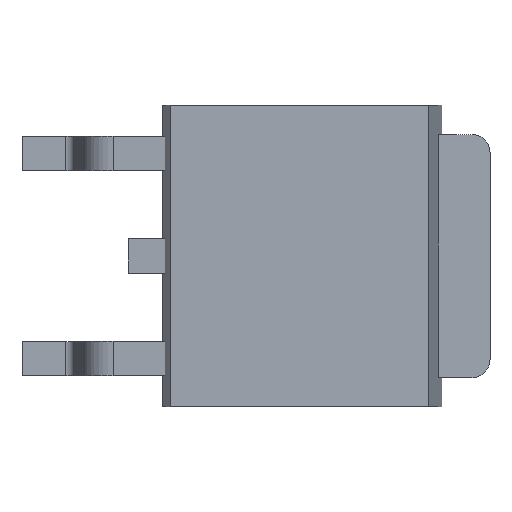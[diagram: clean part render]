
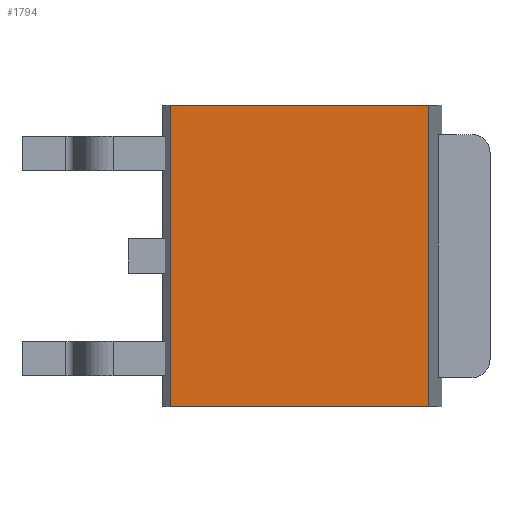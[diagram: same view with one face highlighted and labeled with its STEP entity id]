
A CAD part, top view. The second image highlights one B-rep face of the part: STEP entity #1794.
In plain terms, the highlighted planar face has unit normal (0, 0, 1).
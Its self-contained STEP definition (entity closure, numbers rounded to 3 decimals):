
#1731=CARTESIAN_POINT('',(-1.903,-3.35,2.4));
#1732=VERTEX_POINT('',#1731);
#1739=CARTESIAN_POINT('',(-1.903,3.35,2.4));
#1740=VERTEX_POINT('',#1739);
#1741=CARTESIAN_POINT('',(-1.903,3.35,2.4));
#1742=DIRECTION('',(0.0,-1.0,0.0));
#1743=VECTOR('',#1742,6.7);
#1744=LINE('',#1741,#1743);
#1745=EDGE_CURVE('',#1740,#1732,#1744,.T.);
#1764=CARTESIAN_POINT('',(-2.19,-3.68,2.4));
#1765=DIRECTION('',(0.0,0.0,1.0));
#1766=DIRECTION('',(1.0,0.0,0.0));
#1767=AXIS2_PLACEMENT_3D('',#1764,#1765,#1766);
#1768=PLANE('',#1767);
#1769=CARTESIAN_POINT('',(3.83,-3.35,2.4));
#1770=VERTEX_POINT('',#1769);
#1771=CARTESIAN_POINT('',(-1.903,-3.35,2.4));
#1772=DIRECTION('',(1.0,0.0,0.0));
#1773=VECTOR('',#1772,5.733);
#1774=LINE('',#1771,#1773);
#1775=EDGE_CURVE('',#1732,#1770,#1774,.T.);
#1776=ORIENTED_EDGE('',*,*,#1775,.T.);
#1777=CARTESIAN_POINT('',(3.83,3.35,2.4));
#1778=VERTEX_POINT('',#1777);
#1779=CARTESIAN_POINT('',(3.83,3.35,2.4));
#1780=DIRECTION('',(0.0,-1.0,0.0));
#1781=VECTOR('',#1780,6.7);
#1782=LINE('',#1779,#1781);
#1783=EDGE_CURVE('',#1778,#1770,#1782,.T.);
#1784=ORIENTED_EDGE('',*,*,#1783,.F.);
#1785=CARTESIAN_POINT('',(-1.903,3.35,2.4));
#1786=DIRECTION('',(1.0,0.0,0.0));
#1787=VECTOR('',#1786,5.733);
#1788=LINE('',#1785,#1787);
#1789=EDGE_CURVE('',#1778,#1740,#1788,.F.);
#1790=ORIENTED_EDGE('',*,*,#1789,.T.);
#1791=ORIENTED_EDGE('',*,*,#1745,.T.);
#1792=EDGE_LOOP('',(#1776,#1784,#1790,#1791));
#1793=FACE_OUTER_BOUND('',#1792,.T.);
#1794=ADVANCED_FACE('',(#1793),#1768,.T.);
